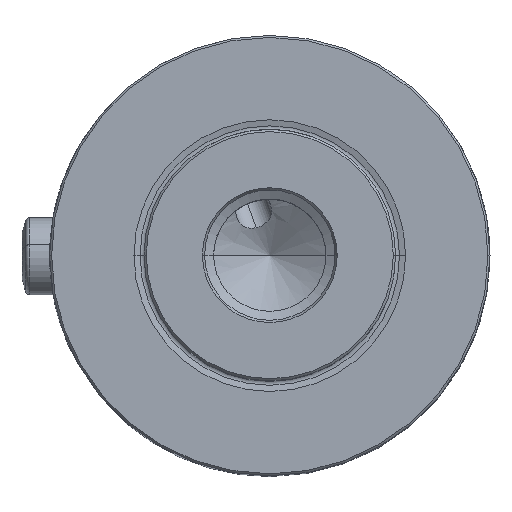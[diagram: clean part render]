
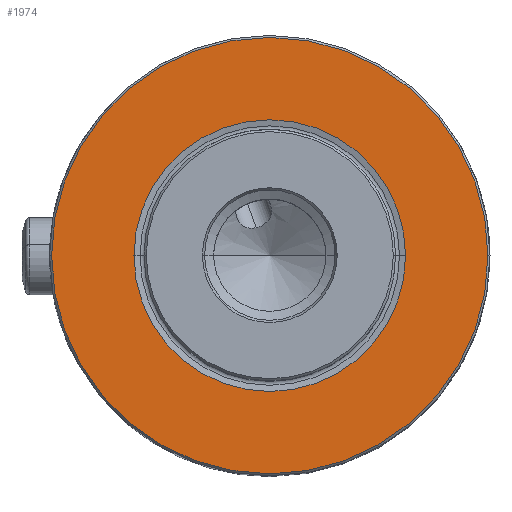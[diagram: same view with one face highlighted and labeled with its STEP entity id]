
A CAD part, top view. The second image highlights one B-rep face of the part: STEP entity #1974.
In plain terms, the highlighted planar face has unit normal (0, 0, 1).
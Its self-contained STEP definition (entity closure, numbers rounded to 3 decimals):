
#850=VERTEX_POINT('NONE',#2464);
#1198=VERTEX_POINT('NONE',#2846);
#1362=VERTEX_POINT('NONE',#3032);
#1396=EDGE_CURVE('NONE',#1362,#850,#3070,.T.);
#1496=EDGE_CURVE('NONE',#850,#1362,#3177,.T.);
#1870=VERTEX_POINT('NONE',#3584);
#1892=EDGE_CURVE('NONE',#1198,#1870,#3611,.T.);
#1974=ADVANCED_FACE('NONE',(#3706,#3707),#3708,.T.);
#2220=EDGE_CURVE('NONE',#1870,#1198,#3981,.T.);
#2464=CARTESIAN_POINT('',(-15.112,0.,0.0));
#2846=CARTESIAN_POINT('',(24.275,0.,0.0));
#3032=CARTESIAN_POINT('',(15.112,0.,0.0));
#3070=CIRCLE('',#5331,15.112);
#3177=CIRCLE('',#5523,15.112);
#3584=CARTESIAN_POINT('',(-24.275,0.,0.0));
#3611=CIRCLE('',#6388,24.275);
#3706=FACE_OUTER_BOUND('',#6511,.T.);
#3707=FACE_BOUND('',#6512,.T.);
#3708=PLANE('',#6513);
#3981=CIRCLE('',#7044,24.275);
#5331=AXIS2_PLACEMENT_3D('',#8317,#8318,#8319);
#5523=AXIS2_PLACEMENT_3D('',#8420,#8421,#8422);
#6388=AXIS2_PLACEMENT_3D('',#8908,#8909,#8910);
#6511=EDGE_LOOP('',(#9040,#9041));
#6512=EDGE_LOOP('',(#9042,#9043));
#6513=AXIS2_PLACEMENT_3D('',#9044,#9045,#9046);
#7044=AXIS2_PLACEMENT_3D('',#9355,#9356,#9357);
#8317=CARTESIAN_POINT('',(0.0,0.0,0.0));
#8318=DIRECTION('',(0.0,-0.0,1.0));
#8319=DIRECTION('',(0.0,1.0,0.0));
#8420=CARTESIAN_POINT('',(0.0,0.0,0.0));
#8421=DIRECTION('',(0.0,-0.0,1.0));
#8422=DIRECTION('',(0.0,1.0,0.0));
#8908=CARTESIAN_POINT('',(0.0,0.0,0.0));
#8909=DIRECTION('',(0.0,0.0,-1.0));
#8910=DIRECTION('',(0.0,1.0,0.0));
#9040=ORIENTED_EDGE('',*,*,#2220,.F.);
#9041=ORIENTED_EDGE('',*,*,#1892,.F.);
#9042=ORIENTED_EDGE('',*,*,#1396,.F.);
#9043=ORIENTED_EDGE('',*,*,#1496,.F.);
#9044=CARTESIAN_POINT('',(-14.0,0.0,0.0));
#9045=DIRECTION('',(0.0,-0.0,1.0));
#9046=DIRECTION('',(0.0,1.0,0.0));
#9355=CARTESIAN_POINT('',(0.0,0.0,0.0));
#9356=DIRECTION('',(0.0,0.0,-1.0));
#9357=DIRECTION('',(0.0,1.0,0.0));
